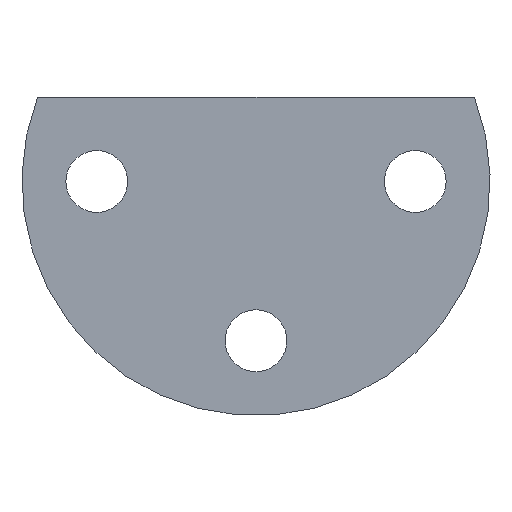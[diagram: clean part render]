
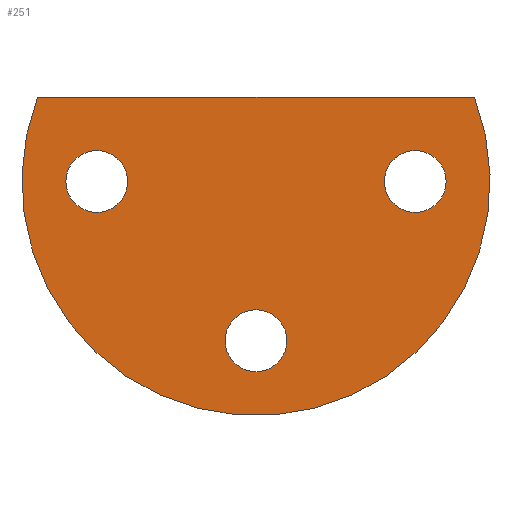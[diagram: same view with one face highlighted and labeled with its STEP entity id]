
A CAD part, left-side view. The second image highlights one B-rep face of the part: STEP entity #251.
In plain terms, the highlighted planar face has unit normal (-1, 0, 0).
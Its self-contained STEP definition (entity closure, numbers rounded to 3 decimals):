
#251 = ADVANCED_FACE( '', ( #501, #502, #503, #504 ), #505, .F. );
#501 = FACE_OUTER_BOUND( '', #758, .T. );
#502 = FACE_BOUND( '', #759, .T. );
#503 = FACE_BOUND( '', #760, .T. );
#504 = FACE_BOUND( '', #761, .T. );
#505 = PLANE( '', #762 );
#758 = EDGE_LOOP( '', ( #1222, #1223 ) );
#759 = EDGE_LOOP( '', ( #1224 ) );
#760 = EDGE_LOOP( '', ( #1225 ) );
#761 = EDGE_LOOP( '', ( #1226 ) );
#762 = AXIS2_PLACEMENT_3D( '', #1227, #1228, #1229 );
#1222 = ORIENTED_EDGE( '', *, *, #1549, .F. );
#1223 = ORIENTED_EDGE( '', *, *, #1536, .T. );
#1224 = ORIENTED_EDGE( '', *, *, #1505, .F. );
#1225 = ORIENTED_EDGE( '', *, *, #1590, .T. );
#1226 = ORIENTED_EDGE( '', *, *, #1566, .F. );
#1227 = CARTESIAN_POINT( '', ( 0., 0., 0. ) );
#1228 = DIRECTION( '', ( 1., 0., 0. ) );
#1229 = DIRECTION( '', ( 0., 0., -1. ) );
#1505 = EDGE_CURVE( '', #1774, #1774, #1775, .F. );
#1536 = EDGE_CURVE( '', #1822, #1820, #1823, .T. );
#1549 = EDGE_CURVE( '', #1822, #1820, #1840, .T. );
#1566 = EDGE_CURVE( '', #1861, #1861, #1862, .T. );
#1590 = EDGE_CURVE( '', #1892, #1892, #1893, .T. );
#1774 = VERTEX_POINT( '', #2273 );
#1775 = CIRCLE( '', #2274, 3.3 );
#1820 = VERTEX_POINT( '', #2337 );
#1822 = VERTEX_POINT( '', #2340 );
#1823 = LINE( '', #2341, #2342 );
#1840 = CIRCLE( '', #2392, 25. );
#1861 = VERTEX_POINT( '', #2428 );
#1862 = CIRCLE( '', #2429, 3.3 );
#1892 = VERTEX_POINT( '', #2478 );
#1893 = CIRCLE( '', #2479, 3.3 );
#2273 = CARTESIAN_POINT( '', ( 0., 17., -3.3 ) );
#2274 = AXIS2_PLACEMENT_3D( '', #2648, #2649, #2650 );
#2337 = CARTESIAN_POINT( '', ( 0., 23.324, 9. ) );
#2340 = CARTESIAN_POINT( '', ( 0., -23.324, 9. ) );
#2341 = CARTESIAN_POINT( '', ( 0., -27., 9. ) );
#2342 = VECTOR( '', #2691, 1000. );
#2392 = AXIS2_PLACEMENT_3D( '', #2696, #2697, #2698 );
#2428 = CARTESIAN_POINT( '', ( 0., -17., 3.3 ) );
#2429 = AXIS2_PLACEMENT_3D( '', #2723, #2724, #2725 );
#2478 = CARTESIAN_POINT( '', ( 0., 0., -20.3 ) );
#2479 = AXIS2_PLACEMENT_3D( '', #2748, #2749, #2750 );
#2648 = CARTESIAN_POINT( '', ( 0., 17., 0. ) );
#2649 = DIRECTION( '', ( 1., 0., 0. ) );
#2650 = DIRECTION( '', ( 0., 0., -1. ) );
#2691 = DIRECTION( '', ( 0., 1., 0. ) );
#2696 = CARTESIAN_POINT( '', ( 0., 0., 0. ) );
#2697 = DIRECTION( '', ( 1., 0., 0. ) );
#2698 = DIRECTION( '', ( 0., 0., -1. ) );
#2723 = CARTESIAN_POINT( '', ( 0., -17., 0. ) );
#2724 = DIRECTION( '', ( -1., 0., 0. ) );
#2725 = DIRECTION( '', ( 0., 0., 1. ) );
#2748 = CARTESIAN_POINT( '', ( 0., 0., -17. ) );
#2749 = DIRECTION( '', ( 1., 0., 0. ) );
#2750 = DIRECTION( '', ( 0., 0., -1. ) );
